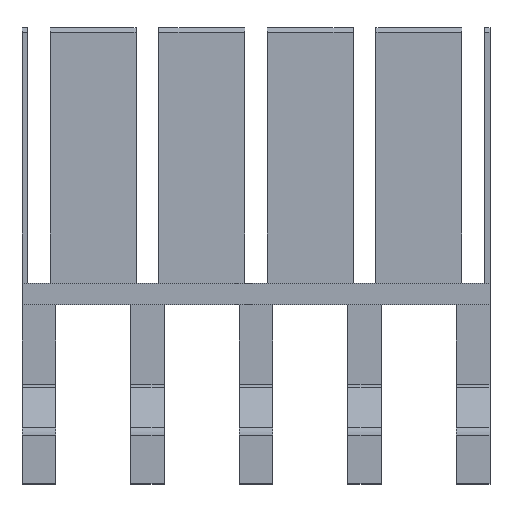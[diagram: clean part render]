
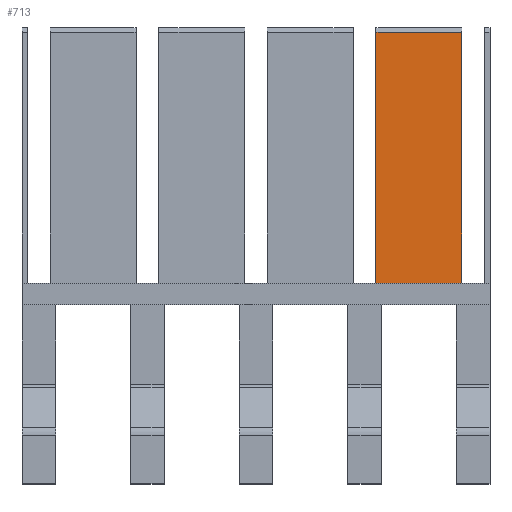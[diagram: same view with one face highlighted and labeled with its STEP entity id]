
A CAD part, top view. The second image highlights one B-rep face of the part: STEP entity #713.
In plain terms, the highlighted planar face has unit normal (0, 0, 1).
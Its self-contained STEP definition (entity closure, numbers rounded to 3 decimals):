
#562 = EDGE_CURVE('',#563,#565,#567,.T.);
#563 = VERTEX_POINT('',#564);
#564 = CARTESIAN_POINT('',(4.813,7.137,0.203));
#565 = VERTEX_POINT('',#566);
#566 = CARTESIAN_POINT('',(2.807,7.137,0.203));
#567 = LINE('',#568,#569);
#568 = CARTESIAN_POINT('',(5.474,7.137,0.203));
#569 = VECTOR('',#570,1.);
#570 = DIRECTION('',(-1.,0.,0.));
#713 = ADVANCED_FACE('',(#714),#739,.F.);
#714 = FACE_BOUND('',#715,.T.);
#715 = EDGE_LOOP('',(#716,#726,#732,#733));
#716 = ORIENTED_EDGE('',*,*,#717,.F.);
#717 = EDGE_CURVE('',#718,#720,#722,.T.);
#718 = VERTEX_POINT('',#719);
#719 = CARTESIAN_POINT('',(4.813,1.27,0.203));
#720 = VERTEX_POINT('',#721);
#721 = CARTESIAN_POINT('',(2.807,1.27,0.203));
#722 = LINE('',#723,#724);
#723 = CARTESIAN_POINT('',(5.474,1.27,0.203));
#724 = VECTOR('',#725,1.);
#725 = DIRECTION('',(-1.,0.,0.));
#726 = ORIENTED_EDGE('',*,*,#727,.T.);
#727 = EDGE_CURVE('',#718,#563,#728,.T.);
#728 = LINE('',#729,#730);
#729 = CARTESIAN_POINT('',(4.813,7.137,0.203));
#730 = VECTOR('',#731,1.);
#731 = DIRECTION('',(0.,1.,0.));
#732 = ORIENTED_EDGE('',*,*,#562,.T.);
#733 = ORIENTED_EDGE('',*,*,#734,.T.);
#734 = EDGE_CURVE('',#565,#720,#735,.T.);
#735 = LINE('',#736,#737);
#736 = CARTESIAN_POINT('',(2.807,7.137,0.203));
#737 = VECTOR('',#738,1.);
#738 = DIRECTION('',(0.,-1.,0.));
#739 = PLANE('',#740);
#740 = AXIS2_PLACEMENT_3D('',#741,#742,#743);
#741 = CARTESIAN_POINT('',(5.474,7.137,0.203));
#742 = DIRECTION('',(0.,0.,-1.));
#743 = DIRECTION('',(-1.,0.,0.));
